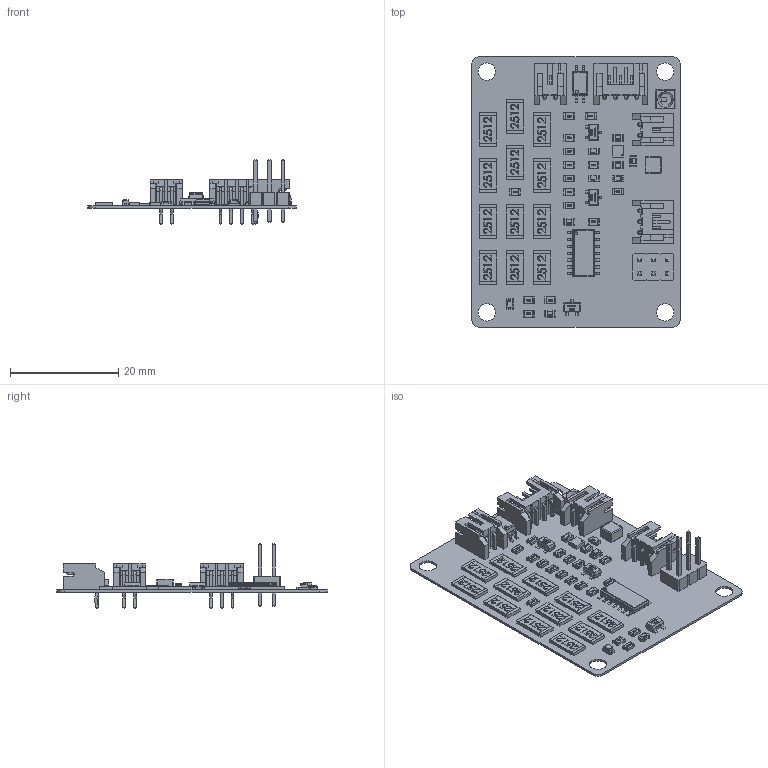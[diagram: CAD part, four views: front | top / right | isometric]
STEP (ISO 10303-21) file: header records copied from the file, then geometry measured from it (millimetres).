
FILE_DESCRIPTION(('Open CASCADE Model'),'2;1');
FILE_NAME('Open CASCADE Shape Model','2019-11-12T17:12:15',('Author'),( 'Open CASCADE'),'Open CASCADE STEP processor 6.8','Open CASCADE 6.8' ,'Unknown');
FILE_SCHEMA(('AUTOMOTIVE_DESIGN { 1 0 10303 214 1 1 1 1 }'));
Length unit declared in the file: millimetre
Products named in the file (80): PCB; Boardboard; Open CASCADE STEP translator 6.8 3.1.1; J6board; PinHeader_2x03_P2.54mm_Vertical; J5board; JST_PH_S2B-PH-K_1x02_P2.00mm_Horizontal; J3board; JST_PH_S3B-PH-K_1x03_P2.00mm_Horizontal; J1board; JST_PH_S4B-PH-K_1x04_P2.00mm_Horizontal; J2board; U3board; 6170665312; Open_CASCADE_STEP_translator_6.8_19.1; Body; Open_CASCADE_STEP_translator_6.8_19.2.1; Thermal_Shape; Pin_Shape; Open_CASCADE_STEP_translator_6.8_19.4.1; LED1board; WS2812B_Mini; L1board; L_Wuerth_MAPI-3020; U2board; HMHA2801_v2; 5864056496; Open_CASCADE_STEP_translator_6.8_24.2; Leader; U1board; 6170671872; Open_CASCADE_STEP_translator_6.8_8.1; Open_CASCADE_STEP_translator_6.8_8.2.1; R17board; User_Library-R_0805; R16board; R15board; R12board; R11board; R10board ...
Assembly tree (137 placements, depth 6):
  PCB
    Boardboard
      Open CASCADE STEP translator 6.8 3.1.1
    J6board
      PinHeader_2x03_P2.54mm_Vertical
    J5board
      JST_PH_S2B-PH-K_1x02_P2.00mm_Horizontal
    J3board
      JST_PH_S3B-PH-K_1x03_P2.00mm_Horizontal
    J1board
      JST_PH_S4B-PH-K_1x04_P2.00mm_Horizontal
    J2board
      JST_PH_S2B-PH-K_1x02_P2.00mm_Horizontal
    U3board
      6170665312
        Open_CASCADE_STEP_translator_6.8_19.1
        Body
          Open_CASCADE_STEP_translator_6.8_19.2.1
        Thermal_Shape
        Pin_Shape  x8
          Open_CASCADE_STEP_translator_6.8_19.4.1
    LED1board
      WS2812B_Mini
    L1board
      L_Wuerth_MAPI-3020
    U2board
      HMHA2801_v2
        5864056496
          Body
            Open_CASCADE_STEP_translator_6.8_24.2
          Leader  x4
    U1board
      6170671872
        Open_CASCADE_STEP_translator_6.8_8.1
        Body
          Open_CASCADE_STEP_translator_6.8_8.2.1
        Leader  x14
    R17board
      User_Library-R_0805
    R16board
      User_Library-R_0805
    R15board
      User_Library-R_0805
    R12board
      User_Library-R_0805
    R11board
      User_Library-R_0805
    R10board
      User_Library-R_0805
    R9board
      User_Library-R_0805
    R8board
      User_Library-R_0805
    R7board
      User_Library-R_0805
    R6board
      User_Library-R_0805
    R5board
      User_Library-R_0805
    R4board
Bounding box: 38.5 x 50 x 11.94 mm (x, y, z)
Volume: 1658 mm3; surface area: 6987.8 mm2
Topology: 127 solids, 129 shells, 5197 faces, 13046 edges, 8280 vertices
Faces by surface type: plane 3198, bspline 1416, cylinder 470, sphere 112, cone 1
Full cylindrical faces by diameter (mm): 0.26 x1, 0.5 x1, 0.55 x1, 0.75 x11, 1 x6, 3.2 x4
Entity records: 64738 total; most frequent: CARTESIAN_POINT 22982, ORIENTED_EDGE 7260, DIRECTION 6266, EDGE_CURVE 3631, LINE 2830, VECTOR 2830, VERTEX_POINT 2294, AXIS2_PLACEMENT_3D 1718
